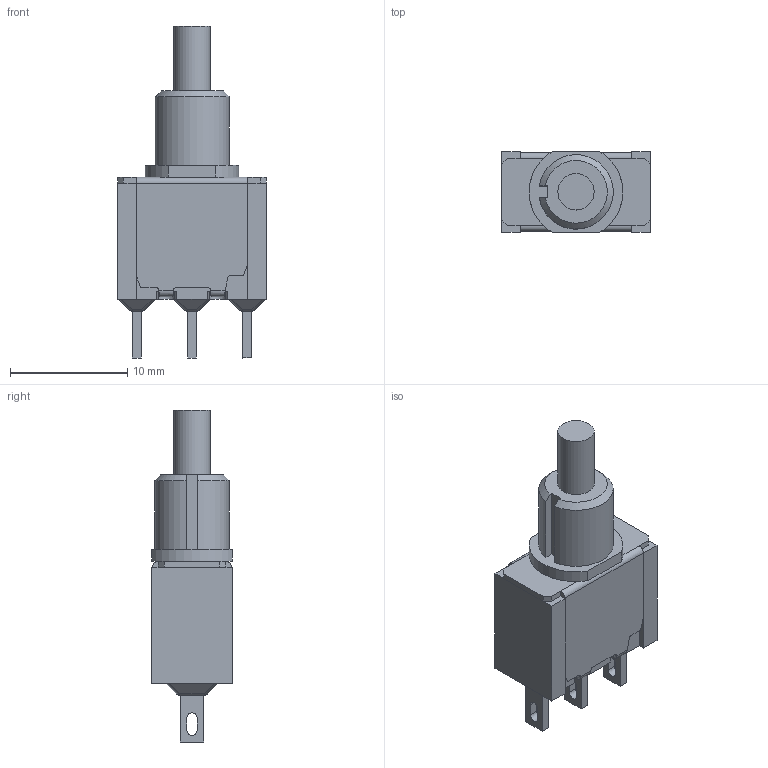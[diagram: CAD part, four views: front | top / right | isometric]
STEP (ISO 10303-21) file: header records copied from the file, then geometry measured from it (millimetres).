
FILE_DESCRIPTION(/* description */ (''),/* implementation_level */ '2;1');
FILE_NAME(/* name */ '700SP7B20M1xE.stp',/* time_stamp */ '2024-06-18T11:34:39-05:00',/* author */ ('jsteinblock'),/* organization */ (''),/* preprocessor_version */ 'ST-DEVELOPER v18.1',/* originating_system */ 'Autodesk Inventor 2022',/* authorisation */ '');
FILE_SCHEMA (('AUTOMOTIVE_DESIGN { 1 0 10303 214 3 1 1 }'));
Length unit declared in the file: inch
Products named in the file (1): 700SP7B20M1xE
Bounding box: 12.7 x 6.9 x 28.34 mm (x, y, z)
Volume: 1180.9 mm3; surface area: 1032.5 mm2
Topology: 2 solids, 5 shells, 319 faces, 833 edges, 522 vertices
Faces by surface type: plane 183, cylinder 69, bspline 54, sphere 12, cone 1
Full cylindrical faces by diameter (mm): 3.1 x2
Entity records: 9980 total; most frequent: CARTESIAN_POINT 2453, ORIENTED_EDGE 1642, DIRECTION 1378, EDGE_CURVE 821, LINE 568, VECTOR 568, VERTEX_POINT 522, AXIS2_PLACEMENT_3D 405
